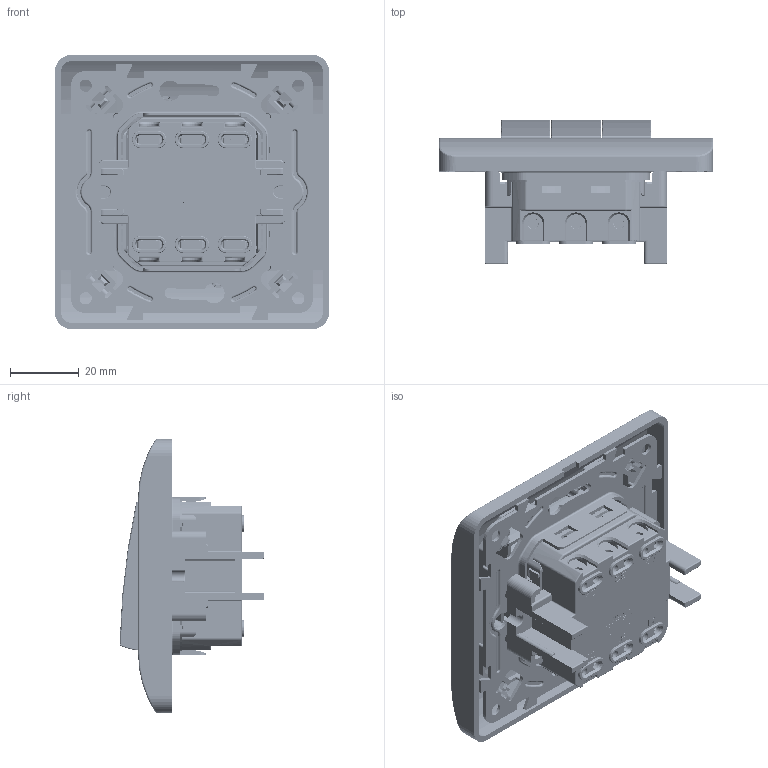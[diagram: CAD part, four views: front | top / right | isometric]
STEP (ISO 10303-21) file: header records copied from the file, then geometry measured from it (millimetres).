
FILE_DESCRIPTION((''),'2;1');
FILE_NAME('ASM0280_ASM','2023-12-28T',('wznwsJS'),(''),'PRO/ENGINEER BY PARAMETRIC TECHNOLOGY CORPORATION, 2008380','PRO/ENGINEER BY PARAMETRIC TECHNOLOGY CORPORATION, 2008380','');
FILE_SCHEMA(('CONFIG_CONTROL_DESIGN'));
Length unit declared in the file: millimetre
Products named in the file (27): PRT0943; PRT0927; PRT0928; PRT0929; PRT0930; ASM0322_ASM; PRT0944; YXB_7-5_1; DDLS_M3-6_1; ASM0325_ASM; PRT0931; PRT0932; ASM0323_ASM; PRT0933; PRT0941; PRT0934; PRT0936; PRT0937; PRT0935; PRT0942; PRT0945; ASM0324_ASM; ASM0320_ASM; ASM0283_ASM; ASM0282_ASM; ASM0281_ASM; ASM0280_ASM
Assembly tree (35 placements, depth 8):
  ASM0280_ASM
    ASM0281_ASM
      ASM0282_ASM
        ASM0283_ASM
          ASM0320_ASM
            ASM0324_ASM
              PRT0943
              ASM0322_ASM  x3
                PRT0927
                PRT0928
                PRT0929
                PRT0930
              ASM0325_ASM  x3
                PRT0944
                YXB_7-5_1
                DDLS_M3-6_1
              ASM0323_ASM  x3
                PRT0931
                PRT0932
              PRT0933
              PRT0941
              PRT0934  x3
              PRT0936
              PRT0937
              PRT0935
              PRT0942
              PRT0945
Bounding box: 80 x 42.14 x 80 mm (x, y, z)
Volume: 45319.5 mm3; surface area: 69273.5 mm2
Topology: 35 solids, 35 shells, 5666 faces, 15791 edges, 10257 vertices
Faces by surface type: plane 3559, cylinder 1525, torus 273, bspline 182, cone 64, extrusion 36, sphere 27
Entity records: 159891 total; most frequent: CARTESIAN_POINT 37062, ORIENTED_EDGE 26392, DIRECTION 24895, EDGE_CURVE 13196, VECTOR 9033, LINE 8997, VERTEX_POINT 8634, AXIS2_PLACEMENT_3D 7931
